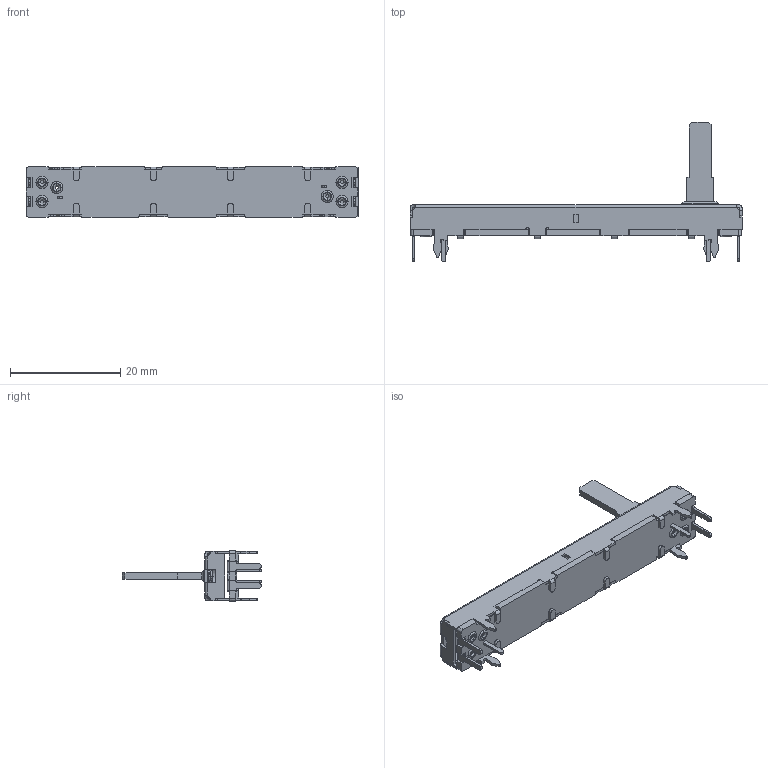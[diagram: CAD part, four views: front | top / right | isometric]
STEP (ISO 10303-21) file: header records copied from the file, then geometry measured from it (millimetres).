
FILE_DESCRIPTION (( 'STEP AP214' ), '1' );
FILE_NAME ('PS45-2_M.STEP', '2019-12-05T18:26:17', ( '' ), ( '' ), 'SwSTEP 2.0', 'SolidWorks 2018', '' );
FILE_SCHEMA (( 'AUTOMOTIVE_DESIGN' ));
Length unit declared in the file: millimetre
Products named in the file (1): PS45-2_M
Bounding box: 60.2 x 25.3 x 9.2 mm (x, y, z)
Volume: 1392.9 mm3; surface area: 3981.2 mm2
Topology: 1 solids, 5 shells, 669 faces, 1917 edges, 1230 vertices
Faces by surface type: plane 451, cylinder 170, torus 36, bspline 8, sphere 4
Entity records: 23533 total; most frequent: CARTESIAN_POINT 5681, ORIENTED_EDGE 3834, DIRECTION 3617, EDGE_CURVE 1917, LINE 1413, VECTOR 1413, VERTEX_POINT 1230, AXIS2_PLACEMENT_3D 1102
